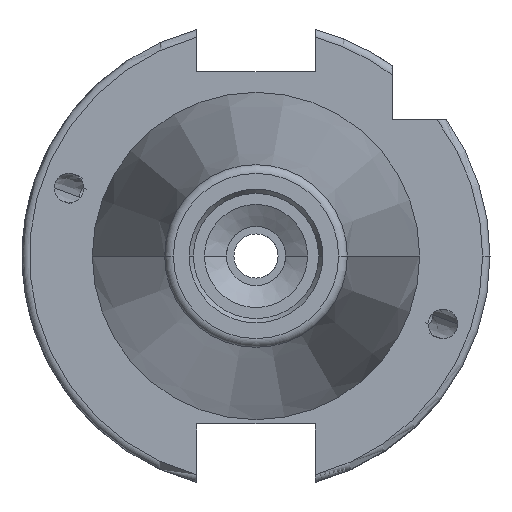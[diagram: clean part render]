
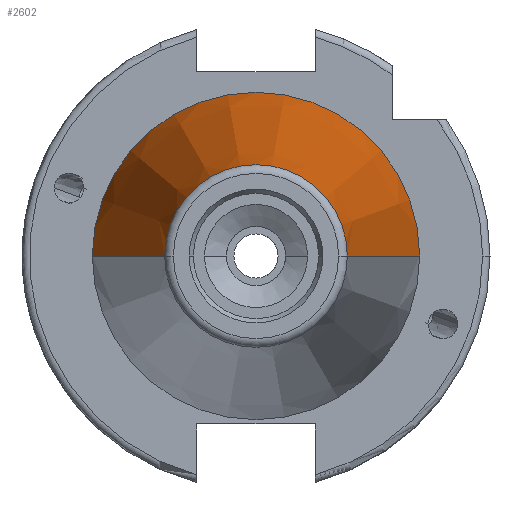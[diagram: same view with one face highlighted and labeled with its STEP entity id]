
A CAD part, left-side view. The second image highlights one B-rep face of the part: STEP entity #2602.
In plain terms, the highlighted conical face has half-angle 8.297 degrees and reference radius 22.225 mm.
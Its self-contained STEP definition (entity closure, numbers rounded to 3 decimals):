
#213 = ORIENTED_EDGE ( 'NONE', *, *, #3411, .T. ) ;
#345 = DIRECTION ( 'NONE',  ( 1., 0., 0. ) ) ;
#387 = EDGE_LOOP ( 'NONE', ( #3748, #1662, #213, #1657 ) ) ;
#482 = CONICAL_SURFACE ( 'NONE', #2694, 22.225, 0.145 ) ;
#750 = VERTEX_POINT ( 'NONE', #924 ) ;
#821 = CARTESIAN_POINT ( 'NONE',  ( 9.9, -22.225, 0. ) ) ;
#834 = CARTESIAN_POINT ( 'NONE',  ( 9.9, 22.225, 0. ) ) ;
#870 = CARTESIAN_POINT ( 'NONE',  ( -57.473, -12.4, 0. ) ) ;
#874 = VERTEX_POINT ( 'NONE', #834 ) ;
#924 = CARTESIAN_POINT ( 'NONE',  ( -57.473, 12.4, 0. ) ) ;
#1010 = VERTEX_POINT ( 'NONE', #821 ) ;
#1063 = LINE ( 'NONE', #1554, #2828 ) ;
#1184 = DIRECTION ( 'NONE',  ( -1., 0., 0. ) ) ;
#1268 = VECTOR ( 'NONE', #3629, 1000. ) ;
#1488 = CARTESIAN_POINT ( 'NONE',  ( 9.9, -22.225, 0. ) ) ;
#1554 = CARTESIAN_POINT ( 'NONE',  ( 9.9, 22.225, 0. ) ) ;
#1657 = ORIENTED_EDGE ( 'NONE', *, *, #3740, .F. ) ;
#1662 = ORIENTED_EDGE ( 'NONE', *, *, #4374, .T. ) ;
#1737 = CARTESIAN_POINT ( 'NONE',  ( 9.9, 0., 0. ) ) ;
#2093 = DIRECTION ( 'NONE',  ( -1., 0., 0. ) ) ;
#2285 = VERTEX_POINT ( 'NONE', #870 ) ;
#2602 = ADVANCED_FACE ( 'NONE', ( #4224 ), #482, .T. ) ;
#2694 = AXIS2_PLACEMENT_3D ( 'NONE', #1737, #345, #3548 ) ;
#2776 = CIRCLE ( 'NONE', #3899, 12.4 ) ;
#2828 = VECTOR ( 'NONE', #3356, 1000. ) ;
#3169 = LINE ( 'NONE', #1488, #1268 ) ;
#3304 = CARTESIAN_POINT ( 'NONE',  ( 9.9, 0., 0. ) ) ;
#3356 = DIRECTION ( 'NONE',  ( 0.99, 0.144, 0. ) ) ;
#3411 = EDGE_CURVE ( 'NONE', #1010, #874, #4492, .T. ) ;
#3548 = DIRECTION ( 'NONE',  ( 0., 1., 0. ) ) ;
#3629 = DIRECTION ( 'NONE',  ( 0.99, -0.144, 0. ) ) ;
#3655 = DIRECTION ( 'NONE',  ( 0., -1., 0. ) ) ;
#3740 = EDGE_CURVE ( 'NONE', #750, #874, #1063, .T. ) ;
#3748 = ORIENTED_EDGE ( 'NONE', *, *, #4259, .F. ) ;
#3899 = AXIS2_PLACEMENT_3D ( 'NONE', #4202, #2093, #4555 ) ;
#4202 = CARTESIAN_POINT ( 'NONE',  ( -57.473, 0., 0. ) ) ;
#4224 = FACE_OUTER_BOUND ( 'NONE', #387, .T. ) ;
#4259 = EDGE_CURVE ( 'NONE', #2285, #750, #2776, .T. ) ;
#4374 = EDGE_CURVE ( 'NONE', #2285, #1010, #3169, .T. ) ;
#4380 = AXIS2_PLACEMENT_3D ( 'NONE', #3304, #1184, #3655 ) ;
#4492 = CIRCLE ( 'NONE', #4380, 22.225 ) ;
#4555 = DIRECTION ( 'NONE',  ( 0., -1., 0. ) ) ;
